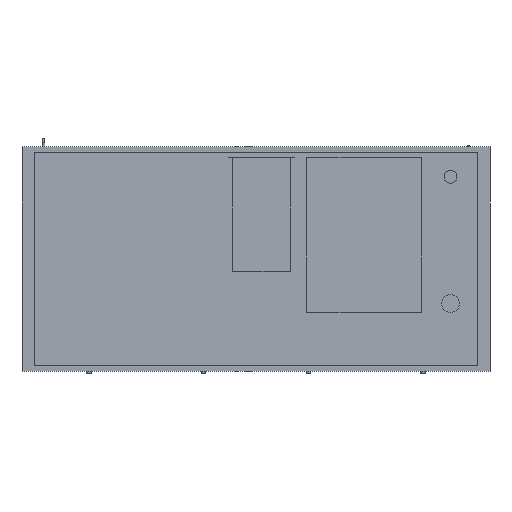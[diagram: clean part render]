
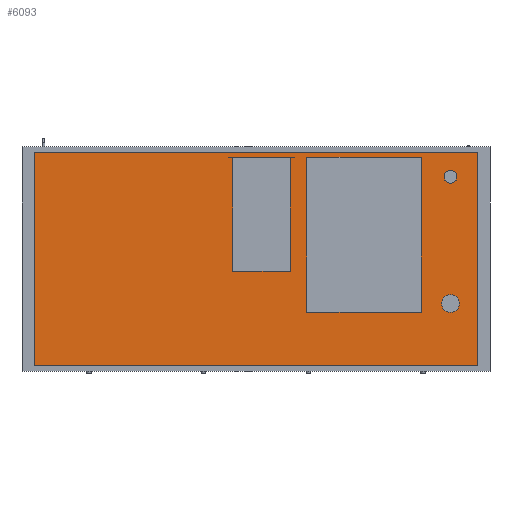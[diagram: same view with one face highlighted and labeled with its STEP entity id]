
A CAD part, front view. The second image highlights one B-rep face of the part: STEP entity #6093.
In plain terms, the highlighted planar face has unit normal (0, -1, 0).
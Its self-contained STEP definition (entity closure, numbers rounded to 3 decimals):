
#347=FACE_OUTER_BOUND('',#746,.T.);
#746=EDGE_LOOP('',(#4083,#4084,#4085,#4086));
#1165=LINE('',#8954,#1889);
#1167=LINE('',#8958,#1891);
#1168=LINE('',#8961,#1892);
#1169=LINE('',#8962,#1893);
#1889=VECTOR('',#7145,10.);
#1891=VECTOR('',#7149,10.);
#1892=VECTOR('',#7152,10.);
#1893=VECTOR('',#7153,10.);
#2603=VERTEX_POINT('',#8950);
#2604=VERTEX_POINT('',#8952);
#2605=VERTEX_POINT('',#8956);
#2606=VERTEX_POINT('',#8960);
#3189=EDGE_CURVE('',#2604,#2603,#1165,.T.);
#3191=EDGE_CURVE('',#2604,#2605,#1167,.T.);
#3192=EDGE_CURVE('',#2606,#2605,#1168,.T.);
#3193=EDGE_CURVE('',#2603,#2606,#1169,.T.);
#4083=ORIENTED_EDGE('',*,*,#3191,.T.);
#4084=ORIENTED_EDGE('',*,*,#3192,.F.);
#4085=ORIENTED_EDGE('',*,*,#3193,.F.);
#4086=ORIENTED_EDGE('',*,*,#3189,.F.);
#5764=PLANE('',#6565);
#6093=ADVANCED_FACE('',(#347),#5764,.T.);
#6565=AXIS2_PLACEMENT_3D('',#8959,#7150,#7151);
#7145=DIRECTION('',(0.,0.,1.));
#7149=DIRECTION('',(1.,0.,0.));
#7150=DIRECTION('center_axis',(0.,-1.,0.));
#7151=DIRECTION('ref_axis',(0.,0.,-1.));
#7152=DIRECTION('',(0.,0.,-1.));
#7153=DIRECTION('',(1.,0.,0.));
#8950=CARTESIAN_POINT('',(-687.5,-185.,330.));
#8952=CARTESIAN_POINT('',(-687.5,-185.,-330.));
#8954=CARTESIAN_POINT('',(-687.5,-185.,330.));
#8956=CARTESIAN_POINT('',(687.5,-185.,-330.));
#8958=CARTESIAN_POINT('',(0.,-185.,-330.));
#8959=CARTESIAN_POINT('Origin',(0.,-185.,330.));
#8960=CARTESIAN_POINT('',(687.5,-185.,330.));
#8961=CARTESIAN_POINT('',(687.5,-185.,330.));
#8962=CARTESIAN_POINT('',(0.,-185.,330.));
